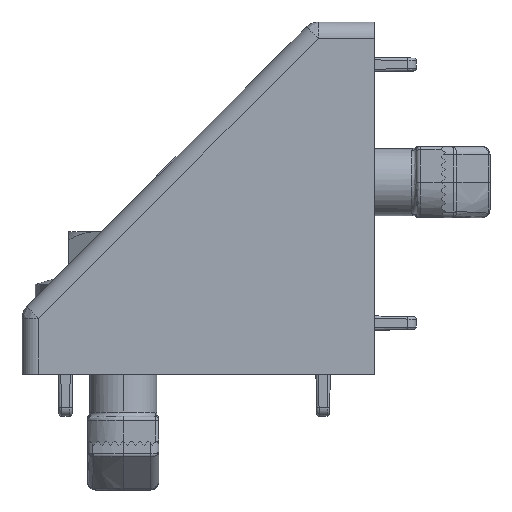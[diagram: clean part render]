
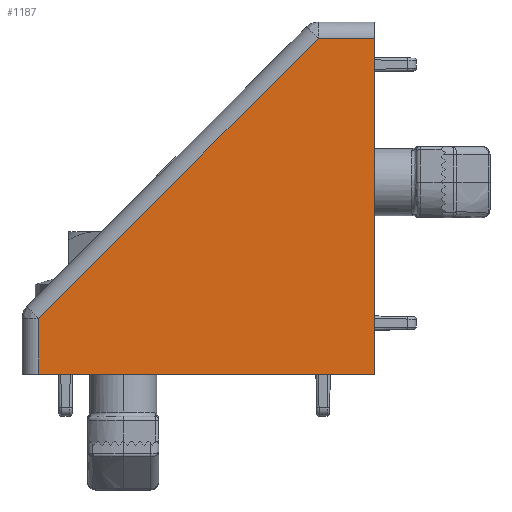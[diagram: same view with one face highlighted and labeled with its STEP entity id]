
A CAD part, left-side view. The second image highlights one B-rep face of the part: STEP entity #1187.
In plain terms, the highlighted planar face has unit normal (-1, 0.009, 0).
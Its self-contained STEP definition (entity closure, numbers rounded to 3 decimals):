
#7 = AXIS2_PLACEMENT_3D ( 'NONE', #19670, #14453, #3703 ) ;
#985 = EDGE_CURVE ( 'NONE', #6677, #9472, #3903, .T. ) ;
#1094 = EDGE_CURVE ( 'NONE', #21493, #7468, #12330, .T. ) ;
#1187 = ADVANCED_FACE ( 'NONE', ( #11204 ), #21533, .T. ) ;
#1300 = DIRECTION ( 'NONE',  ( 0.006, 0.707, -0.707 ) ) ;
#1319 = ORIENTED_EDGE ( 'NONE', *, *, #22394, .T. ) ;
#1487 = ORIENTED_EDGE ( 'NONE', *, *, #1094, .T. ) ;
#2199 = ORIENTED_EDGE ( 'NONE', *, *, #18645, .T. ) ;
#2327 = EDGE_CURVE ( 'NONE', #7468, #3343, #8943, .T. ) ;
#2806 = ORIENTED_EDGE ( 'NONE', *, *, #985, .T. ) ;
#2880 = CARTESIAN_POINT ( 'NONE',  ( -21.151, 40.017, 6.669 ) ) ;
#3343 = VERTEX_POINT ( 'NONE', #12404 ) ;
#3703 = DIRECTION ( 'NONE',  ( -0.009, -1., 0. ) ) ;
#3903 = LINE ( 'NONE', #11713, #5062 ) ;
#3932 = DIRECTION ( 'NONE',  ( -0.009, -1., 0. ) ) ;
#5062 = VECTOR ( 'NONE', #15340, 1000. ) ;
#5220 = CARTESIAN_POINT ( 'NONE',  ( -21.5, 0., 0. ) ) ;
#5658 = LINE ( 'NONE', #12883, #9837 ) ;
#6677 = VERTEX_POINT ( 'NONE', #2880 ) ;
#7153 = CARTESIAN_POINT ( 'NONE',  ( -21.5, 0., 40. ) ) ;
#7468 = VERTEX_POINT ( 'NONE', #7756 ) ;
#7756 = CARTESIAN_POINT ( 'NONE',  ( -21.5, 0., 40. ) ) ;
#8692 = CARTESIAN_POINT ( 'NONE',  ( -21.151, 40.017, 0. ) ) ;
#8943 = LINE ( 'NONE', #7153, #10071 ) ;
#9379 = LINE ( 'NONE', #10220, #18659 ) ;
#9472 = VERTEX_POINT ( 'NONE', #8692 ) ;
#9837 = VECTOR ( 'NONE', #3932, 1000. ) ;
#10071 = VECTOR ( 'NONE', #21444, 1000. ) ;
#10220 = CARTESIAN_POINT ( 'NONE',  ( -21.442, 6.687, 40. ) ) ;
#10597 = DIRECTION ( 'NONE',  ( 0., 0., 1. ) ) ;
#11204 = FACE_OUTER_BOUND ( 'NONE', #21628, .T. ) ;
#11713 = CARTESIAN_POINT ( 'NONE',  ( -21.151, 40.017, 0. ) ) ;
#11766 = VECTOR ( 'NONE', #10597, 1000. ) ;
#12330 = LINE ( 'NONE', #5220, #11766 ) ;
#12404 = CARTESIAN_POINT ( 'NONE',  ( -21.442, 6.687, 40. ) ) ;
#12883 = CARTESIAN_POINT ( 'NONE',  ( -21.5, 0., 0. ) ) ;
#14453 = DIRECTION ( 'NONE',  ( -1., 0.009, 0. ) ) ;
#15340 = DIRECTION ( 'NONE',  ( 0., 0., -1. ) ) ;
#18423 = ORIENTED_EDGE ( 'NONE', *, *, #2327, .T. ) ;
#18645 = EDGE_CURVE ( 'NONE', #3343, #6677, #9379, .T. ) ;
#18659 = VECTOR ( 'NONE', #1300, 1000. ) ;
#19670 = CARTESIAN_POINT ( 'NONE',  ( -21.5, 0., 0. ) ) ;
#20053 = CARTESIAN_POINT ( 'NONE',  ( -21.5, 0., 0. ) ) ;
#21444 = DIRECTION ( 'NONE',  ( 0.009, 1., 0. ) ) ;
#21493 = VERTEX_POINT ( 'NONE', #20053 ) ;
#21533 = PLANE ( 'NONE',  #7 ) ;
#21628 = EDGE_LOOP ( 'NONE', ( #2806, #1319, #1487, #18423, #2199 ) ) ;
#22394 = EDGE_CURVE ( 'NONE', #9472, #21493, #5658, .T. ) ;
